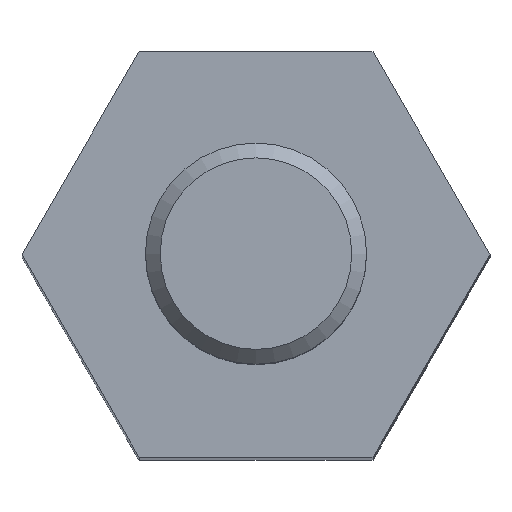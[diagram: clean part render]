
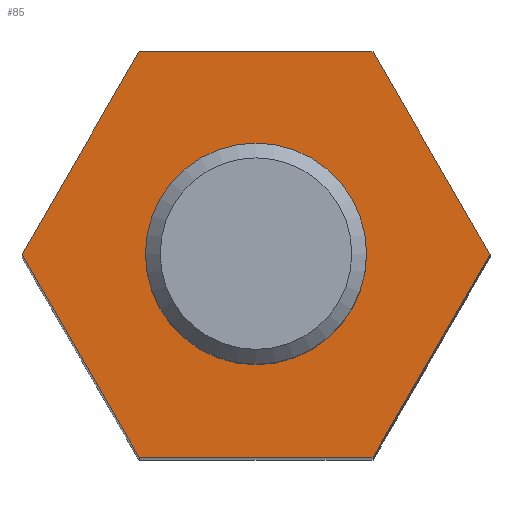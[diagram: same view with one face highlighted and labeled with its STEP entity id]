
A CAD part, top view. The second image highlights one B-rep face of the part: STEP entity #85.
In plain terms, the highlighted planar face has unit normal (0, 0, 1).
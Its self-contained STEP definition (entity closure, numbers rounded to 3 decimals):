
#85 = ADVANCED_FACE( '', ( #178, #179 ), #180, .T. );
#178 = FACE_BOUND( '', #272, .T. );
#179 = FACE_OUTER_BOUND( '', #273, .T. );
#180 = PLANE( '', #274 );
#272 = EDGE_LOOP( '', ( #422 ) );
#273 = EDGE_LOOP( '', ( #423, #424, #425, #426, #427, #428 ) );
#274 = AXIS2_PLACEMENT_3D( '', #429, #430, #431 );
#422 = ORIENTED_EDGE( '', *, *, #528, .T. );
#423 = ORIENTED_EDGE( '', *, *, #496, .T. );
#424 = ORIENTED_EDGE( '', *, *, #525, .T. );
#425 = ORIENTED_EDGE( '', *, *, #538, .T. );
#426 = ORIENTED_EDGE( '', *, *, #510, .T. );
#427 = ORIENTED_EDGE( '', *, *, #539, .T. );
#428 = ORIENTED_EDGE( '', *, *, #513, .T. );
#429 = CARTESIAN_POINT( '', ( 0., 0., 25. ) );
#430 = DIRECTION( '', ( 0., 0., 1. ) );
#431 = DIRECTION( '', ( 1., 0., 0. ) );
#496 = EDGE_CURVE( '', #575, #573, #576, .T. );
#510 = EDGE_CURVE( '', #595, #593, #596, .T. );
#513 = EDGE_CURVE( '', #599, #575, #600, .T. );
#525 = EDGE_CURVE( '', #573, #616, #618, .T. );
#528 = EDGE_CURVE( '', #621, #621, #622, .F. );
#538 = EDGE_CURVE( '', #616, #595, #633, .T. );
#539 = EDGE_CURVE( '', #593, #599, #634, .T. );
#573 = VERTEX_POINT( '', #689 );
#575 = VERTEX_POINT( '', #692 );
#576 = LINE( '', #693, #694 );
#593 = VERTEX_POINT( '', #733 );
#595 = VERTEX_POINT( '', #736 );
#596 = LINE( '', #737, #738 );
#599 = VERTEX_POINT( '', #742 );
#600 = LINE( '', #743, #744 );
#616 = VERTEX_POINT( '', #778 );
#618 = LINE( '', #781, #782 );
#621 = VERTEX_POINT( '', #790 );
#622 = CIRCLE( '', #791, 1.267 );
#633 = LINE( '', #814, #815 );
#634 = LINE( '', #816, #817 );
#689 = CARTESIAN_POINT( '', ( -1.588, 2.75, 25. ) );
#692 = CARTESIAN_POINT( '', ( 1.588, 2.75, 25. ) );
#693 = CARTESIAN_POINT( '', ( 1.588, 2.75, 25. ) );
#694 = VECTOR( '', #847, 1000. );
#733 = CARTESIAN_POINT( '', ( 1.588, -2.75, 25. ) );
#736 = CARTESIAN_POINT( '', ( -1.588, -2.75, 25. ) );
#737 = CARTESIAN_POINT( '', ( -1.588, -2.75, 25. ) );
#738 = VECTOR( '', #859, 1000. );
#742 = CARTESIAN_POINT( '', ( 3.175, 0., 25. ) );
#743 = CARTESIAN_POINT( '', ( 3.175, 0., 25. ) );
#744 = VECTOR( '', #861, 1000. );
#778 = CARTESIAN_POINT( '', ( -3.175, 0., 25. ) );
#781 = CARTESIAN_POINT( '', ( -1.588, 2.75, 25. ) );
#782 = VECTOR( '', #870, 1000. );
#790 = CARTESIAN_POINT( '', ( 1.267, 0., 25. ) );
#791 = AXIS2_PLACEMENT_3D( '', #871, #872, #873 );
#814 = CARTESIAN_POINT( '', ( -3.175, 0., 25. ) );
#815 = VECTOR( '', #883, 1000. );
#816 = CARTESIAN_POINT( '', ( 1.588, -2.75, 25. ) );
#817 = VECTOR( '', #884, 1000. );
#847 = DIRECTION( '', ( -1., 0., 0. ) );
#859 = DIRECTION( '', ( 1., 0., 0. ) );
#861 = DIRECTION( '', ( -0.5, 0.866, 0. ) );
#870 = DIRECTION( '', ( -0.5, -0.866, 0. ) );
#871 = CARTESIAN_POINT( '', ( 0., 0., 25. ) );
#872 = DIRECTION( '', ( 0., 0., 1. ) );
#873 = DIRECTION( '', ( 1., 0., 0. ) );
#883 = DIRECTION( '', ( 0.5, -0.866, 0. ) );
#884 = DIRECTION( '', ( 0.5, 0.866, 0. ) );
